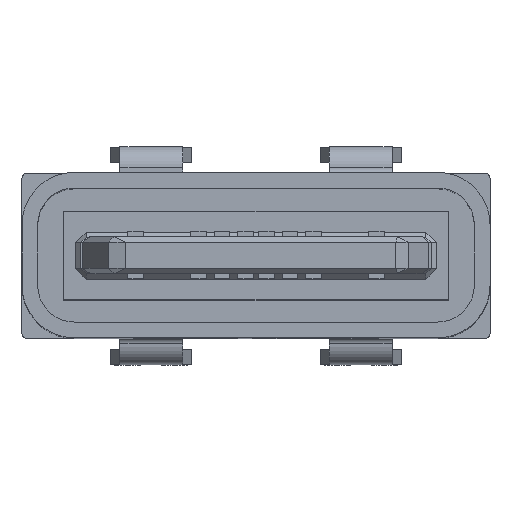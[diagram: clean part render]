
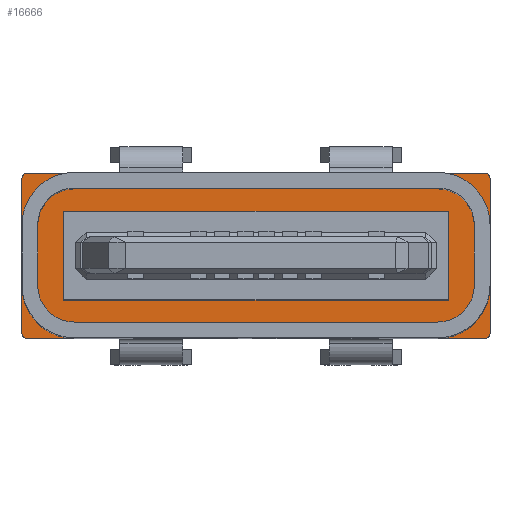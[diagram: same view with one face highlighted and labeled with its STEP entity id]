
A CAD part, top view. The second image highlights one B-rep face of the part: STEP entity #16666.
In plain terms, the highlighted planar face has unit normal (0, 0, 1).
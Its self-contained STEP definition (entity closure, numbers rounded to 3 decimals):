
#410 = ORIENTED_EDGE ( 'NONE', *, *, #24388, .F. ) ;
#702 = CARTESIAN_POINT ( 'NONE',  ( -3.677, -0.847, 0. ) ) ;
#799 = DIRECTION ( 'NONE',  ( 0., 0., 1. ) ) ;
#1613 = LINE ( 'NONE', #21098, #11394 ) ;
#1777 = ORIENTED_EDGE ( 'NONE', *, *, #13815, .T. ) ;
#1795 = DIRECTION ( 'NONE',  ( 1., 0., 0. ) ) ;
#2400 = CARTESIAN_POINT ( 'NONE',  ( -3.677, -0.847, 0. ) ) ;
#2429 = CIRCLE ( 'NONE', #5157, 0.1 ) ;
#2435 = VERTEX_POINT ( 'NONE', #4314 ) ;
#3388 = EDGE_CURVE ( 'NONE', #17020, #15035, #26818, .T. ) ;
#3409 = DIRECTION ( 'NONE',  ( 1., 0., 0. ) ) ;
#3513 = EDGE_CURVE ( 'NONE', #18267, #21573, #4868, .T. ) ;
#3895 = VECTOR ( 'NONE', #15202, 1000. ) ;
#4222 = CARTESIAN_POINT ( 'NONE',  ( 3.677, 0.847, 0. ) ) ;
#4314 = CARTESIAN_POINT ( 'NONE',  ( 4.37, -1.58, 0. ) ) ;
#4790 = ORIENTED_EDGE ( 'NONE', *, *, #25769, .F. ) ;
#4868 = CIRCLE ( 'NONE', #27741, 0.1 ) ;
#5157 = AXIS2_PLACEMENT_3D ( 'NONE', #7646, #799, #22882 ) ;
#5325 = DIRECTION ( 'NONE',  ( -1., 0., 0. ) ) ;
#5728 = EDGE_CURVE ( 'NONE', #18267, #15035, #19096, .T. ) ;
#5949 = DIRECTION ( 'NONE',  ( 0., 0., 1. ) ) ;
#5986 = EDGE_CURVE ( 'NONE', #16784, #7459, #17754, .T. ) ;
#6098 = CARTESIAN_POINT ( 'NONE',  ( -4.37, -1.48, 0. ) ) ;
#6912 = CARTESIAN_POINT ( 'NONE',  ( -4.47, 1.48, 0. ) ) ;
#7265 = VECTOR ( 'NONE', #10708, 1000. ) ;
#7459 = VERTEX_POINT ( 'NONE', #702 ) ;
#7646 = CARTESIAN_POINT ( 'NONE',  ( 4.37, -1.48, 0. ) ) ;
#7946 = EDGE_CURVE ( 'NONE', #22518, #22765, #8187, .T. ) ;
#7969 = ORIENTED_EDGE ( 'NONE', *, *, #9505, .T. ) ;
#8187 = LINE ( 'NONE', #26122, #3895 ) ;
#8206 = DIRECTION ( 'NONE',  ( -1., 0., 0. ) ) ;
#9431 = AXIS2_PLACEMENT_3D ( 'NONE', #14263, #23038, #3409 ) ;
#9434 = FACE_OUTER_BOUND ( 'NONE', #9958, .T. ) ;
#9505 = EDGE_CURVE ( 'NONE', #22518, #27694, #24202, .T. ) ;
#9880 = ORIENTED_EDGE ( 'NONE', *, *, #3513, .T. ) ;
#9958 = EDGE_LOOP ( 'NONE', ( #17159, #7969, #410, #18884, #22245, #9880, #26484, #1777 ) ) ;
#10382 = CARTESIAN_POINT ( 'NONE',  ( 4.37, 1.48, 0. ) ) ;
#10708 = DIRECTION ( 'NONE',  ( 0., -1., 0. ) ) ;
#11394 = VECTOR ( 'NONE', #25820, 1000. ) ;
#12117 = VECTOR ( 'NONE', #5325, 1000. ) ;
#12212 = VERTEX_POINT ( 'NONE', #28007 ) ;
#12900 = AXIS2_PLACEMENT_3D ( 'NONE', #22770, #18762, #27323 ) ;
#12999 = CARTESIAN_POINT ( 'NONE',  ( 3.677, -0.847, 0. ) ) ;
#13195 = AXIS2_PLACEMENT_3D ( 'NONE', #10382, #5949, #1795 ) ;
#13815 = EDGE_CURVE ( 'NONE', #2435, #22765, #2429, .T. ) ;
#14263 = CARTESIAN_POINT ( 'NONE',  ( -4.37, 1.48, 0. ) ) ;
#14393 = EDGE_CURVE ( 'NONE', #12212, #16727, #22034, .T. ) ;
#14496 = VECTOR ( 'NONE', #24750, 1000. ) ;
#15035 = VERTEX_POINT ( 'NONE', #6912 ) ;
#15202 = DIRECTION ( 'NONE',  ( 0., -1., 0. ) ) ;
#15785 = CARTESIAN_POINT ( 'NONE',  ( -4.47, -1.48, 0. ) ) ;
#16015 = LINE ( 'NONE', #22741, #14496 ) ;
#16109 = ORIENTED_EDGE ( 'NONE', *, *, #27450, .F. ) ;
#16603 = CARTESIAN_POINT ( 'NONE',  ( -4.37, -1.58, 0. ) ) ;
#16666 = ADVANCED_FACE ( 'NONE', ( #9434, #18471 ), #20758, .T. ) ;
#16727 = VERTEX_POINT ( 'NONE', #25629 ) ;
#16784 = VERTEX_POINT ( 'NONE', #17479 ) ;
#17020 = VERTEX_POINT ( 'NONE', #19985 ) ;
#17159 = ORIENTED_EDGE ( 'NONE', *, *, #7946, .F. ) ;
#17479 = CARTESIAN_POINT ( 'NONE',  ( -3.677, 0.847, 0. ) ) ;
#17754 = LINE ( 'NONE', #2400, #7265 ) ;
#18220 = EDGE_LOOP ( 'NONE', ( #4790, #25909, #16109, #19487 ) ) ;
#18267 = VERTEX_POINT ( 'NONE', #15785 ) ;
#18284 = EDGE_CURVE ( 'NONE', #2435, #21573, #26961, .T. ) ;
#18471 = FACE_BOUND ( 'NONE', #18220, .T. ) ;
#18762 = DIRECTION ( 'NONE',  ( 0., 0., 1. ) ) ;
#18884 = ORIENTED_EDGE ( 'NONE', *, *, #3388, .T. ) ;
#19096 = LINE ( 'NONE', #23522, #19166 ) ;
#19166 = VECTOR ( 'NONE', #21229, 1000. ) ;
#19441 = DIRECTION ( 'NONE',  ( 1., 0., 0. ) ) ;
#19487 = ORIENTED_EDGE ( 'NONE', *, *, #14393, .F. ) ;
#19720 = CARTESIAN_POINT ( 'NONE',  ( 4.47, -1.48, 0. ) ) ;
#19828 = LINE ( 'NONE', #4222, #24182 ) ;
#19913 = CARTESIAN_POINT ( 'NONE',  ( 4.47, 1.48, 0. ) ) ;
#19985 = CARTESIAN_POINT ( 'NONE',  ( -4.37, 1.58, 0. ) ) ;
#20758 = PLANE ( 'NONE',  #12900 ) ;
#21098 = CARTESIAN_POINT ( 'NONE',  ( 3.677, -0.847, 0. ) ) ;
#21229 = DIRECTION ( 'NONE',  ( 0., 1., 0. ) ) ;
#21573 = VERTEX_POINT ( 'NONE', #16603 ) ;
#21706 = VECTOR ( 'NONE', #21743, 1000. ) ;
#21743 = DIRECTION ( 'NONE',  ( 0., 1., 0. ) ) ;
#22034 = LINE ( 'NONE', #12999, #21706 ) ;
#22245 = ORIENTED_EDGE ( 'NONE', *, *, #5728, .F. ) ;
#22518 = VERTEX_POINT ( 'NONE', #19913 ) ;
#22741 = CARTESIAN_POINT ( 'NONE',  ( -4.47, 1.58, 0. ) ) ;
#22765 = VERTEX_POINT ( 'NONE', #19720 ) ;
#22770 = CARTESIAN_POINT ( 'NONE',  ( 0., 0., 0. ) ) ;
#22882 = DIRECTION ( 'NONE',  ( 1., 0., 0. ) ) ;
#23038 = DIRECTION ( 'NONE',  ( 0., 0., 1. ) ) ;
#23522 = CARTESIAN_POINT ( 'NONE',  ( -4.47, 1.58, 0. ) ) ;
#24182 = VECTOR ( 'NONE', #8206, 1000. ) ;
#24202 = CIRCLE ( 'NONE', #13195, 0.1 ) ;
#24388 = EDGE_CURVE ( 'NONE', #17020, #27694, #16015, .T. ) ;
#24750 = DIRECTION ( 'NONE',  ( 1., 0., 0. ) ) ;
#25629 = CARTESIAN_POINT ( 'NONE',  ( 3.677, 0.847, 0. ) ) ;
#25769 = EDGE_CURVE ( 'NONE', #7459, #12212, #1613, .T. ) ;
#25820 = DIRECTION ( 'NONE',  ( 1., 0., 0. ) ) ;
#25909 = ORIENTED_EDGE ( 'NONE', *, *, #5986, .F. ) ;
#26122 = CARTESIAN_POINT ( 'NONE',  ( 4.47, 1.58, 0. ) ) ;
#26300 = DIRECTION ( 'NONE',  ( 0., 0., 1. ) ) ;
#26484 = ORIENTED_EDGE ( 'NONE', *, *, #18284, .F. ) ;
#26818 = CIRCLE ( 'NONE', #9431, 0.1 ) ;
#26961 = LINE ( 'NONE', #27083, #12117 ) ;
#27083 = CARTESIAN_POINT ( 'NONE',  ( -4.47, -1.58, 0. ) ) ;
#27323 = DIRECTION ( 'NONE',  ( 1., 0., 0. ) ) ;
#27378 = CARTESIAN_POINT ( 'NONE',  ( 4.37, 1.58, 0. ) ) ;
#27450 = EDGE_CURVE ( 'NONE', #16727, #16784, #19828, .T. ) ;
#27694 = VERTEX_POINT ( 'NONE', #27378 ) ;
#27741 = AXIS2_PLACEMENT_3D ( 'NONE', #6098, #26300, #19441 ) ;
#28007 = CARTESIAN_POINT ( 'NONE',  ( 3.677, -0.847, 0. ) ) ;
